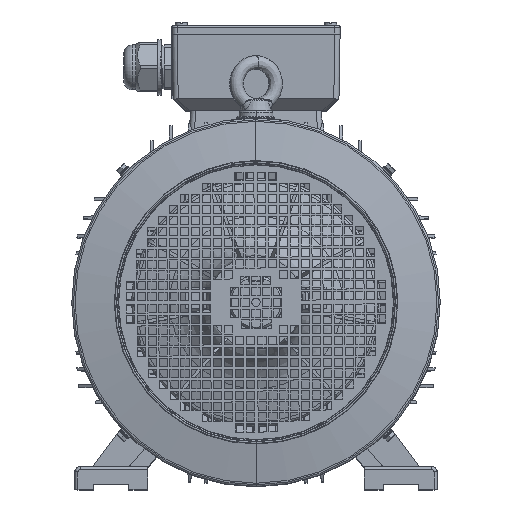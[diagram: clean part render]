
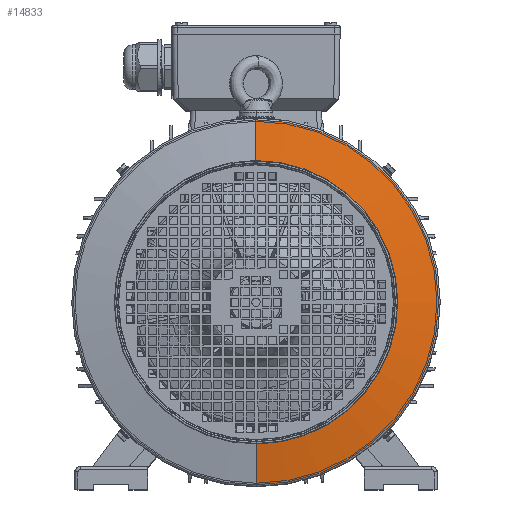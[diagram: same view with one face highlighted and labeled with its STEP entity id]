
A CAD part, top view. The second image highlights one B-rep face of the part: STEP entity #14833.
In plain terms, the highlighted conical face has half-angle 80 degrees and reference radius 136.574 mm.
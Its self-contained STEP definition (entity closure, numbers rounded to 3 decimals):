
#11604=CONICAL_SURFACE('',#139730,136.574,80.);
#14833=ADVANCED_FACE('',(#22546),#11604,.T.);
#22546=FACE_OUTER_BOUND('',#30066,.T.);
#30066=EDGE_LOOP('',(#76994,#76995,#76996,#76997));
#38268=LINE('',#224338,#51423);
#38269=LINE('',#224342,#51424);
#51423=VECTOR('',#158130,1.);
#51424=VECTOR('',#158133,1.);
#76994=ORIENTED_EDGE('',*,*,#119433,.F.);
#76995=ORIENTED_EDGE('',*,*,#119434,.F.);
#76996=ORIENTED_EDGE('',*,*,#119435,.T.);
#76997=ORIENTED_EDGE('',*,*,#119436,.T.);
#104421=VERTEX_POINT('',#224336);
#104422=VERTEX_POINT('',#224337);
#104423=VERTEX_POINT('',#224339);
#104424=VERTEX_POINT('',#224341);
#119433=EDGE_CURVE('',#104421,#104422,#133561,.T.);
#119434=EDGE_CURVE('',#104423,#104421,#38268,.T.);
#119435=EDGE_CURVE('',#104423,#104424,#133562,.T.);
#119436=EDGE_CURVE('',#104424,#104422,#38269,.T.);
#133561=CIRCLE('',#139728,136.574);
#133562=CIRCLE('',#139729,175.847);
#139728=AXIS2_PLACEMENT_3D('',#224335,#158128,#158129);
#139729=AXIS2_PLACEMENT_3D('',#224340,#158131,#158132);
#139730=AXIS2_PLACEMENT_3D('',#224343,#158134,#158135);
#158128=DIRECTION('',(0.,0.,1.));
#158129=DIRECTION('',(0.003,-1.,0.));
#158130=DIRECTION('',(-0.003,0.985,0.174));
#158131=DIRECTION('',(0.,0.,1.));
#158132=DIRECTION('',(0.003,-1.,0.));
#158133=DIRECTION('',(0.003,-0.985,0.174));
#158134=DIRECTION('',(0.,0.,-1.));
#158135=DIRECTION('',(0.003,-1.,0.));
#224335=CARTESIAN_POINT('',(59.478,-8.346,334.277));
#224336=CARTESIAN_POINT('',(59.922,-144.919,334.277));
#224337=CARTESIAN_POINT('',(59.034,128.227,334.277));
#224338=CARTESIAN_POINT('',(59.922,-144.919,334.277));
#224339=CARTESIAN_POINT('',(60.05,-184.193,327.352));
#224340=CARTESIAN_POINT('',(59.478,-8.346,327.352));
#224341=CARTESIAN_POINT('',(58.907,167.5,327.352));
#224342=CARTESIAN_POINT('',(59.034,128.227,334.277));
#224343=CARTESIAN_POINT('',(59.478,-8.346,334.277));
